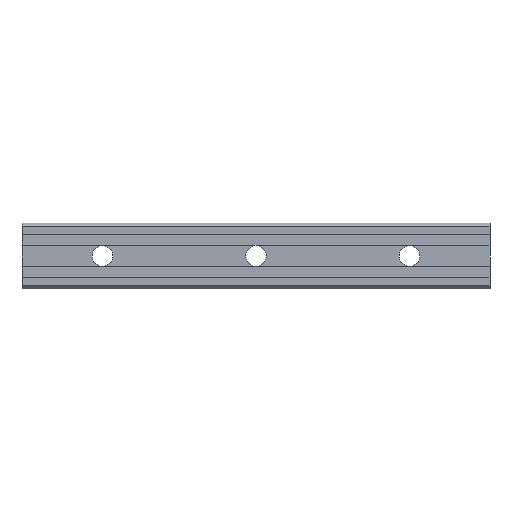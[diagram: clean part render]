
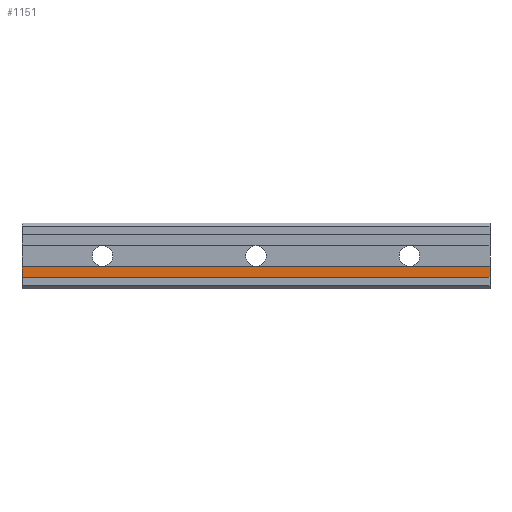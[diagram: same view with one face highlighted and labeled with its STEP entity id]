
A CAD part, front view. The second image highlights one B-rep face of the part: STEP entity #1151.
In plain terms, the highlighted planar face has unit normal (0, -1, 0).
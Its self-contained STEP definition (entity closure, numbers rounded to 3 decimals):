
#40 = EDGE_CURVE ( 'NONE', #986, #608, #178, .T. ) ;
#133 = DIRECTION ( 'NONE',  ( 1., 0., 0. ) ) ;
#178 = LINE ( 'NONE', #1937, #556 ) ;
#218 = CARTESIAN_POINT ( 'NONE',  ( -55., 0.5, -14.5 ) ) ;
#251 = PLANE ( 'NONE',  #1167 ) ;
#355 = EDGE_CURVE ( 'NONE', #1860, #549, #1847, .T. ) ;
#415 = CARTESIAN_POINT ( 'NONE',  ( 265., 0.5, -7.5 ) ) ;
#426 = CARTESIAN_POINT ( 'NONE',  ( 265., 0.5, -7.5 ) ) ;
#452 = ORIENTED_EDGE ( 'NONE', *, *, #40, .F. ) ;
#534 = CARTESIAN_POINT ( 'NONE',  ( 265., 0.5, -14.5 ) ) ;
#549 = VERTEX_POINT ( 'NONE', #1442 ) ;
#556 = VECTOR ( 'NONE', #1156, 1000. ) ;
#600 = VECTOR ( 'NONE', #1900, 1000. ) ;
#608 = VERTEX_POINT ( 'NONE', #218 ) ;
#872 = DIRECTION ( 'NONE',  ( 0., 0., -1. ) ) ;
#909 = VECTOR ( 'NONE', #872, 1000. ) ;
#986 = VERTEX_POINT ( 'NONE', #534 ) ;
#1031 = DIRECTION ( 'NONE',  ( 0., 0., 1. ) ) ;
#1130 = LINE ( 'NONE', #2026, #600 ) ;
#1151 = ADVANCED_FACE ( 'NONE', ( #1549 ), #251, .F. ) ;
#1156 = DIRECTION ( 'NONE',  ( -1., 0., 0. ) ) ;
#1167 = AXIS2_PLACEMENT_3D ( 'NONE', #415, #1371, #1031 ) ;
#1268 = ORIENTED_EDGE ( 'NONE', *, *, #355, .F. ) ;
#1293 = VECTOR ( 'NONE', #133, 1000. ) ;
#1366 = CARTESIAN_POINT ( 'NONE',  ( 265., 0.5, 22.211 ) ) ;
#1371 = DIRECTION ( 'NONE',  ( 0., 1., 0. ) ) ;
#1442 = CARTESIAN_POINT ( 'NONE',  ( 265., 0.5, -7.5 ) ) ;
#1506 = EDGE_CURVE ( 'NONE', #549, #986, #1517, .T. ) ;
#1517 = LINE ( 'NONE', #1366, #909 ) ;
#1549 = FACE_OUTER_BOUND ( 'NONE', #1553, .T. ) ;
#1553 = EDGE_LOOP ( 'NONE', ( #452, #1931, #1268, #1873 ) ) ;
#1569 = CARTESIAN_POINT ( 'NONE',  ( -55., 0.5, -7.5 ) ) ;
#1847 = LINE ( 'NONE', #426, #1293 ) ;
#1860 = VERTEX_POINT ( 'NONE', #1569 ) ;
#1873 = ORIENTED_EDGE ( 'NONE', *, *, #1938, .T. ) ;
#1900 = DIRECTION ( 'NONE',  ( 0., 0., -1. ) ) ;
#1931 = ORIENTED_EDGE ( 'NONE', *, *, #1506, .F. ) ;
#1937 = CARTESIAN_POINT ( 'NONE',  ( 265., 0.5, -14.5 ) ) ;
#1938 = EDGE_CURVE ( 'NONE', #1860, #608, #1130, .T. ) ;
#2026 = CARTESIAN_POINT ( 'NONE',  ( -55., 0.5, 22.211 ) ) ;
